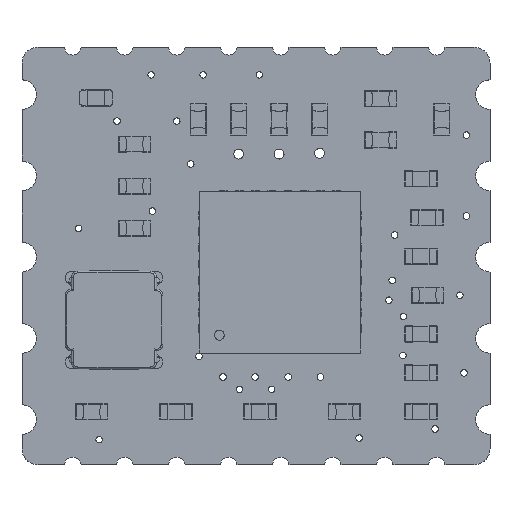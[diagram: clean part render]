
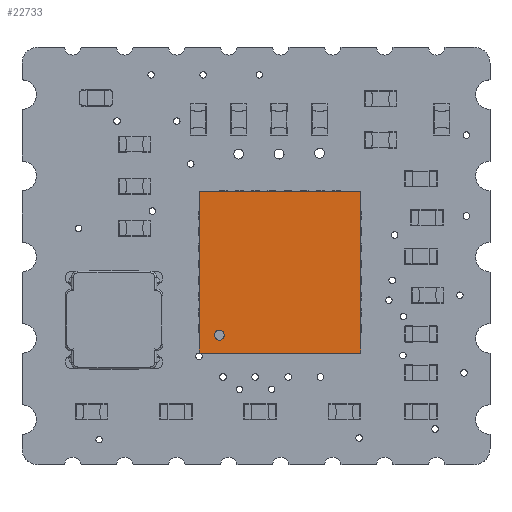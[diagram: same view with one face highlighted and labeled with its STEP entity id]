
A CAD part, top view. The second image highlights one B-rep face of the part: STEP entity #22733.
In plain terms, the highlighted planar face has unit normal (0, 0, 1).
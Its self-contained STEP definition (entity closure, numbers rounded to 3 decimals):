
#19602 = VERTEX_POINT('',#19603);
#19603 = CARTESIAN_POINT('',(-1.865,-1.789,
    0.767));
#19609 = EDGE_CURVE('',#19610,#19602,#19612,.T.);
#19610 = VERTEX_POINT('',#19611);
#19611 = CARTESIAN_POINT('',(-1.865,-2.093,
    0.767));
#19612 = CIRCLE('',#19613,0.152);
#19613 = AXIS2_PLACEMENT_3D('',#19614,#19615,#19616);
#19614 = CARTESIAN_POINT('',(-1.865,-1.941,
    0.767));
#19615 = DIRECTION('',(0.,-0.,1.));
#19616 = DIRECTION('',(0.,1.,0.));
#22091 = VERTEX_POINT('',#22092);
#22092 = CARTESIAN_POINT('',(2.491,-2.491,
    0.767));
#22098 = EDGE_CURVE('',#22099,#22091,#22101,.T.);
#22099 = VERTEX_POINT('',#22100);
#22100 = CARTESIAN_POINT('',(-2.491,-2.491,
    0.767));
#22101 = LINE('',#22102,#22103);
#22102 = CARTESIAN_POINT('',(-2.491,-2.491,
    0.767));
#22103 = VECTOR('',#22104,1.);
#22104 = DIRECTION('',(1.,0.,0.));
#22145 = VERTEX_POINT('',#22146);
#22146 = CARTESIAN_POINT('',(2.491,2.491,
    0.767));
#22152 = EDGE_CURVE('',#22091,#22145,#22153,.T.);
#22153 = LINE('',#22154,#22155);
#22154 = CARTESIAN_POINT('',(2.491,2.491,
    0.767));
#22155 = VECTOR('',#22156,1.);
#22156 = DIRECTION('',(0.,1.,0.));
#22507 = VERTEX_POINT('',#22508);
#22508 = CARTESIAN_POINT('',(-2.491,2.491,
    0.767));
#22514 = EDGE_CURVE('',#22145,#22507,#22515,.T.);
#22515 = LINE('',#22516,#22517);
#22516 = CARTESIAN_POINT('',(-2.491,2.491,
    0.767));
#22517 = VECTOR('',#22518,1.);
#22518 = DIRECTION('',(-1.,0.,0.));
#22554 = EDGE_CURVE('',#22507,#22099,#22555,.T.);
#22555 = LINE('',#22556,#22557);
#22556 = CARTESIAN_POINT('',(-2.491,2.491,
    0.767));
#22557 = VECTOR('',#22558,1.);
#22558 = DIRECTION('',(0.,-1.,0.));
#22733 = ADVANCED_FACE('',(#22734,#22744),#22750,.F.);
#22734 = FACE_BOUND('',#22735,.T.);
#22735 = EDGE_LOOP('',(#22736,#22743));
#22736 = ORIENTED_EDGE('',*,*,#22737,.F.);
#22737 = EDGE_CURVE('',#19602,#19610,#22738,.T.);
#22738 = CIRCLE('',#22739,0.152);
#22739 = AXIS2_PLACEMENT_3D('',#22740,#22741,#22742);
#22740 = CARTESIAN_POINT('',(-1.865,-1.941,
    0.767));
#22741 = DIRECTION('',(0.,-0.,1.));
#22742 = DIRECTION('',(0.,1.,0.));
#22743 = ORIENTED_EDGE('',*,*,#19609,.F.);
#22744 = FACE_BOUND('',#22745,.T.);
#22745 = EDGE_LOOP('',(#22746,#22747,#22748,#22749));
#22746 = ORIENTED_EDGE('',*,*,#22098,.T.);
#22747 = ORIENTED_EDGE('',*,*,#22152,.T.);
#22748 = ORIENTED_EDGE('',*,*,#22514,.T.);
#22749 = ORIENTED_EDGE('',*,*,#22554,.T.);
#22750 = PLANE('',#22751);
#22751 = AXIS2_PLACEMENT_3D('',#22752,#22753,#22754);
#22752 = CARTESIAN_POINT('',(0.,0.,0.767));
#22753 = DIRECTION('',(0.,0.,-1.));
#22754 = DIRECTION('',(0.,-1.,0.));
